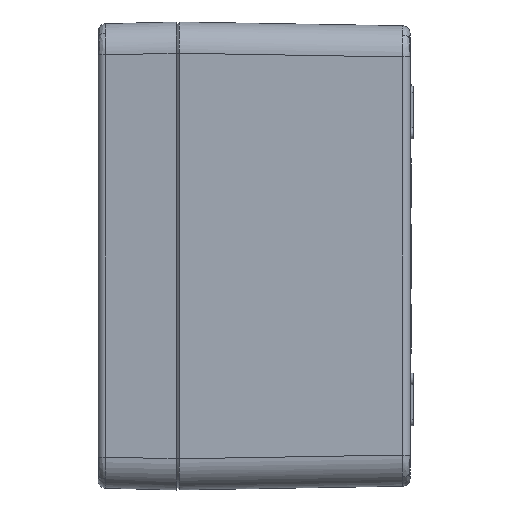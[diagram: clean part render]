
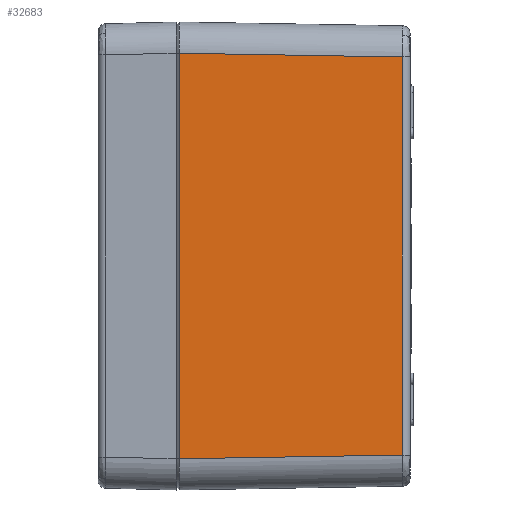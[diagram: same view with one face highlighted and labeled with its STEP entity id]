
A CAD part, left-side view. The second image highlights one B-rep face of the part: STEP entity #32683.
In plain terms, the highlighted planar face has unit normal (-1, -0.017, 0).
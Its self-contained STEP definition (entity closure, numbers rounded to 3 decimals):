
#670=PLANE('',#35289);
#3543=LINE('',#67696,#5364);
#3544=LINE('',#67697,#5365);
#3545=LINE('',#67699,#5366);
#3546=LINE('',#67700,#5367);
#5364=VECTOR('',#40230,1000.);
#5365=VECTOR('',#40231,1000.);
#5366=VECTOR('',#40232,1000.);
#5367=VECTOR('',#40233,1000.);
#8447=FACE_OUTER_BOUND('',#10882,.T.);
#10882=EDGE_LOOP('',(#24764,#24765,#24766,#24767));
#14838=VERTEX_POINT('',#63795);
#15311=VERTEX_POINT('',#67694);
#15312=VERTEX_POINT('',#67695);
#15313=VERTEX_POINT('',#67698);
#18661=EDGE_CURVE('',#15311,#15312,#3543,.T.);
#18662=EDGE_CURVE('',#15312,#14838,#3544,.T.);
#18663=EDGE_CURVE('',#14838,#15313,#3545,.T.);
#18664=EDGE_CURVE('',#15313,#15311,#3546,.T.);
#24764=ORIENTED_EDGE('',*,*,#18661,.T.);
#24765=ORIENTED_EDGE('',*,*,#18662,.T.);
#24766=ORIENTED_EDGE('',*,*,#18663,.T.);
#24767=ORIENTED_EDGE('',*,*,#18664,.T.);
#32683=ADVANCED_FACE('',(#8447),#670,.T.);
#35289=AXIS2_PLACEMENT_3D('',#67693,#40228,#40229);
#40228=DIRECTION('center_axis',(-1.,-0.017,
0.));
#40229=DIRECTION('ref_axis',(0.017,-1.,0.));
#40230=DIRECTION('',(0.017,-1.,0.017));
#40231=DIRECTION('',(0.,0.,1.));
#40232=DIRECTION('',(-0.017,1.,0.017));
#40233=DIRECTION('',(0.,0.,-1.));
#63795=CARTESIAN_POINT('',(-60.033,-58.033,51.034));
#67693=CARTESIAN_POINT('Origin',(-61.,0.,-60.));
#67694=CARTESIAN_POINT('',(-60.987,-0.8,-51.988));
#67695=CARTESIAN_POINT('',(-60.033,-58.033,-51.034));
#67696=CARTESIAN_POINT('',(-61.002,0.133,-52.003));
#67697=CARTESIAN_POINT('',(-60.033,-58.033,51.001));
#67698=CARTESIAN_POINT('',(-60.987,-0.8,51.988));
#67699=CARTESIAN_POINT('',(-60.969,-1.866,51.97));
#67700=CARTESIAN_POINT('',(-60.987,-0.8,-60.));
